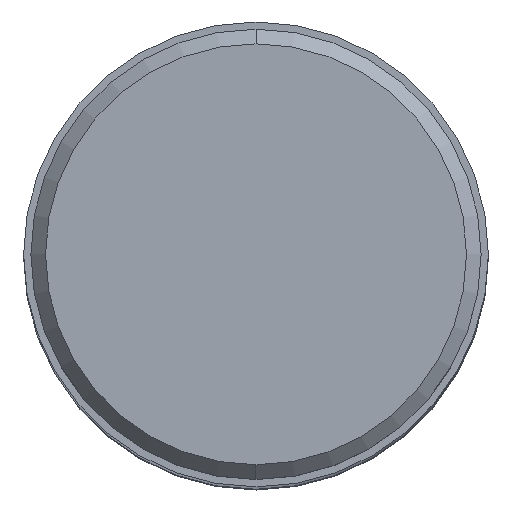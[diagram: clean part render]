
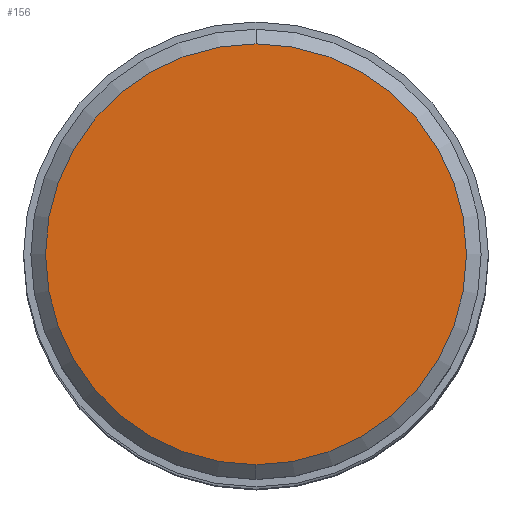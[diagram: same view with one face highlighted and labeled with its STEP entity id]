
A CAD part, top view. The second image highlights one B-rep face of the part: STEP entity #156.
In plain terms, the highlighted planar face has unit normal (0, 0, 1).
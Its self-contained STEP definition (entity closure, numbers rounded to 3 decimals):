
#46=PLANE('',#1264);
#156=ADVANCED_FACE('',(#220),#46,.F.);
#220=FACE_OUTER_BOUND('',#282,.T.);
#282=EDGE_LOOP('',(#545,#546));
#545=ORIENTED_EDGE('',*,*,#763,.F.);
#546=ORIENTED_EDGE('',*,*,#765,.F.);
#630=VERTEX_POINT('',#1966);
#631=VERTEX_POINT('',#1968);
#763=EDGE_CURVE('',#630,#631,#884,.T.);
#765=EDGE_CURVE('',#631,#630,#885,.T.);
#884=CIRCLE('',#1260,14.375);
#885=CIRCLE('',#1262,14.375);
#1260=AXIS2_PLACEMENT_3D('',#1967,#1661,#1662);
#1262=AXIS2_PLACEMENT_3D('',#1971,#1666,#1667);
#1264=AXIS2_PLACEMENT_3D('',#1973,#1670,#1671);
#1661=DIRECTION('',(0.,0.,-1.));
#1662=DIRECTION('',(0.,1.,0.));
#1666=DIRECTION('',(0.,0.,-1.));
#1667=DIRECTION('',(0.,-1.,0.));
#1670=DIRECTION('',(0.,0.,-1.));
#1671=DIRECTION('',(1.,0.,0.));
#1966=CARTESIAN_POINT('',(0.,14.375,0.));
#1967=CARTESIAN_POINT('',(0.,0.,0.));
#1968=CARTESIAN_POINT('',(0.,-14.375,0.));
#1971=CARTESIAN_POINT('',(0.,0.,0.));
#1973=CARTESIAN_POINT('',(0.,0.,0.));
